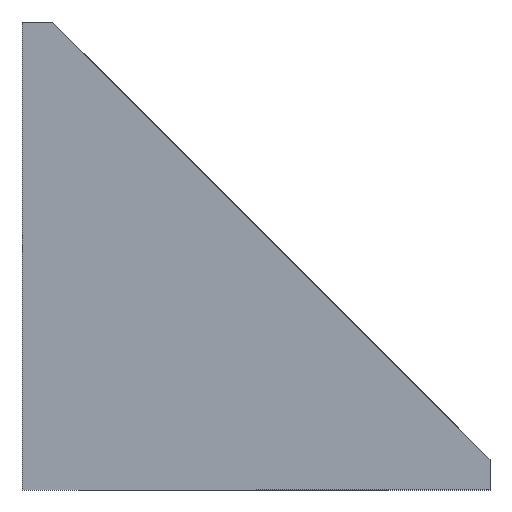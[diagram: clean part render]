
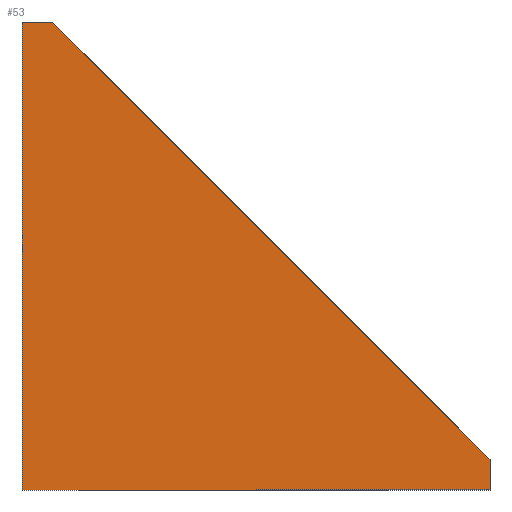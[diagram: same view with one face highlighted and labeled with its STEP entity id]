
A CAD part, left-side view. The second image highlights one B-rep face of the part: STEP entity #53.
In plain terms, the highlighted planar face has unit normal (-1, 0, 0).
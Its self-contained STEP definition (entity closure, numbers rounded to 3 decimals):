
#53=ADVANCED_FACE('',(#126),#127,.T.);
#126=FACE_OUTER_BOUND('',#220,.T.);
#127=PLANE('',#221);
#220=EDGE_LOOP('',(#319,#320,#321,#322,#323));
#221=AXIS2_PLACEMENT_3D('',#324,#325,#326);
#319=ORIENTED_EDGE('',*,*,#565,.T.);
#320=ORIENTED_EDGE('',*,*,#566,.F.);
#321=ORIENTED_EDGE('',*,*,#567,.F.);
#322=ORIENTED_EDGE('',*,*,#568,.T.);
#323=ORIENTED_EDGE('',*,*,#552,.F.);
#324=CARTESIAN_POINT('',(-9.0,0.,0.));
#325=DIRECTION('',(-1.0,0.,0.));
#326=DIRECTION('',(0.,1.0,0.0));
#552=EDGE_CURVE('',#651,#652,#653,.T.);
#565=EDGE_CURVE('',#651,#676,#677,.T.);
#566=EDGE_CURVE('',#678,#676,#679,.T.);
#567=EDGE_CURVE('',#680,#678,#681,.T.);
#568=EDGE_CURVE('',#680,#652,#682,.T.);
#651=VERTEX_POINT('',#798);
#652=VERTEX_POINT('',#799);
#653=LINE('',#800,#801);
#676=VERTEX_POINT('',#835);
#677=LINE('',#836,#837);
#678=VERTEX_POINT('',#838);
#679=LINE('',#839,#840);
#680=VERTEX_POINT('',#841);
#681=LINE('',#842,#843);
#682=LINE('',#844,#845);
#798=CARTESIAN_POINT('',(-9.0,0.,0.));
#799=CARTESIAN_POINT('',(-9.0,0.,38.0));
#800=CARTESIAN_POINT('',(-9.0,0.,0.));
#801=VECTOR('',#1016,38.0);
#835=CARTESIAN_POINT('',(-9.0,-38.0,0.));
#836=CARTESIAN_POINT('',(-9.0,0.,0.));
#837=VECTOR('',#1028,38.0);
#838=CARTESIAN_POINT('',(-9.0,-38.0,2.5));
#839=CARTESIAN_POINT('',(-9.0,-38.0,2.5));
#840=VECTOR('',#1029,2.5);
#841=CARTESIAN_POINT('',(-9.0,-2.5,38.0));
#842=CARTESIAN_POINT('',(-9.0,-2.5,38.0));
#843=VECTOR('',#1030,50.205);
#844=CARTESIAN_POINT('',(-9.0,-2.5,38.0));
#845=VECTOR('',#1031,2.5);
#1016=DIRECTION('',(0.,0.,1.0));
#1028=DIRECTION('',(0.,-1.0,0.));
#1029=DIRECTION('',(0.,0.,-1.0));
#1030=DIRECTION('',(0.,-0.707,-0.707));
#1031=DIRECTION('',(0.,1.0,0.));
